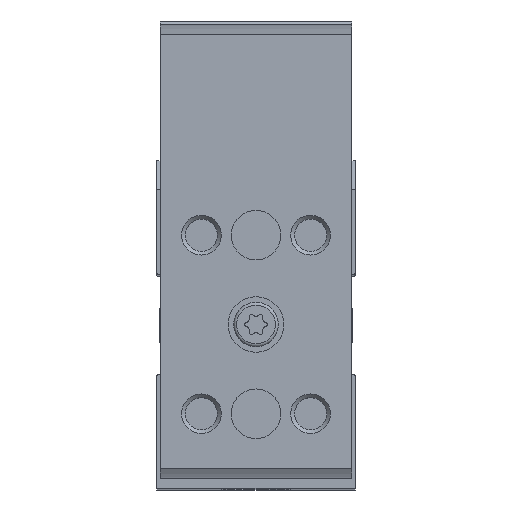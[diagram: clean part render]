
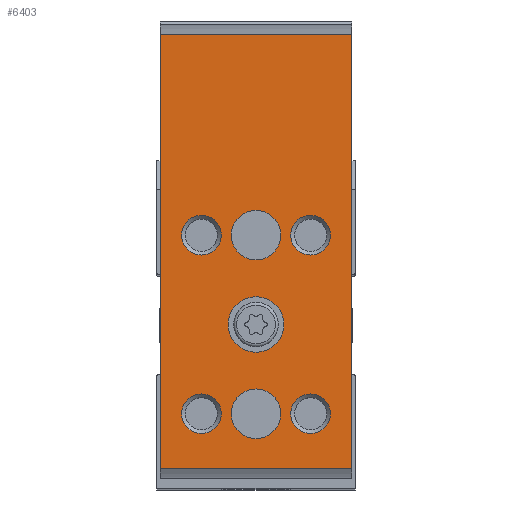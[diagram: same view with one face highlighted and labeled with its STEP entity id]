
A CAD part, top view. The second image highlights one B-rep face of the part: STEP entity #6403.
In plain terms, the highlighted planar face has unit normal (0, 0, 1).
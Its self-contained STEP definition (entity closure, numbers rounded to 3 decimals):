
#469=CIRCLE('',#8593,2.8);
#470=CIRCLE('',#8594,2.5);
#471=CIRCLE('',#8595,2.5);
#472=CIRCLE('',#8596,2.);
#473=CIRCLE('',#8597,2.);
#474=CIRCLE('',#8598,2.);
#475=CIRCLE('',#8599,2.);
#1618=ORIENTED_EDGE('',*,*,#2936,.T.);
#1619=ORIENTED_EDGE('',*,*,#2937,.T.);
#1620=ORIENTED_EDGE('',*,*,#2938,.T.);
#1621=ORIENTED_EDGE('',*,*,#2939,.F.);
#1622=ORIENTED_EDGE('',*,*,#2940,.F.);
#1623=ORIENTED_EDGE('',*,*,#2941,.F.);
#1624=ORIENTED_EDGE('',*,*,#2942,.F.);
#1625=ORIENTED_EDGE('',*,*,#2943,.T.);
#1626=ORIENTED_EDGE('',*,*,#2944,.F.);
#1627=ORIENTED_EDGE('',*,*,#2945,.F.);
#1628=ORIENTED_EDGE('',*,*,#2946,.T.);
#2936=EDGE_CURVE('',#3689,#3689,#469,.T.);
#2937=EDGE_CURVE('',#3690,#3690,#470,.T.);
#2938=EDGE_CURVE('',#3691,#3691,#471,.T.);
#2939=EDGE_CURVE('',#3692,#3692,#472,.T.);
#2940=EDGE_CURVE('',#3693,#3693,#473,.T.);
#2941=EDGE_CURVE('',#3694,#3694,#474,.T.);
#2942=EDGE_CURVE('',#3695,#3695,#475,.T.);
#2943=EDGE_CURVE('',#3696,#3697,#4258,.T.);
#2944=EDGE_CURVE('',#3698,#3697,#4259,.T.);
#2945=EDGE_CURVE('',#3699,#3698,#4260,.T.);
#2946=EDGE_CURVE('',#3699,#3696,#4261,.T.);
#3689=VERTEX_POINT('',#12257);
#3690=VERTEX_POINT('',#12259);
#3691=VERTEX_POINT('',#12261);
#3692=VERTEX_POINT('',#12263);
#3693=VERTEX_POINT('',#12265);
#3694=VERTEX_POINT('',#12267);
#3695=VERTEX_POINT('',#12269);
#3696=VERTEX_POINT('',#12271);
#3697=VERTEX_POINT('',#12272);
#3698=VERTEX_POINT('',#12274);
#3699=VERTEX_POINT('',#12276);
#4258=LINE('',#12270,#4696);
#4259=LINE('',#12273,#4697);
#4260=LINE('',#12275,#4698);
#4261=LINE('',#12277,#4699);
#4696=VECTOR('',#10143,1000.);
#4697=VECTOR('',#10144,1000.);
#4698=VECTOR('',#10145,1000.);
#4699=VECTOR('',#10146,1000.);
#5124=EDGE_LOOP('',(#1618));
#5125=EDGE_LOOP('',(#1619));
#5126=EDGE_LOOP('',(#1620));
#5127=EDGE_LOOP('',(#1621));
#5128=EDGE_LOOP('',(#1622));
#5129=EDGE_LOOP('',(#1623));
#5130=EDGE_LOOP('',(#1624));
#5131=EDGE_LOOP('',(#1625,#1626,#1627,#1628));
#5735=FACE_BOUND('',#5124,.T.);
#5736=FACE_BOUND('',#5125,.T.);
#5737=FACE_BOUND('',#5126,.T.);
#5738=FACE_BOUND('',#5127,.T.);
#5739=FACE_BOUND('',#5128,.T.);
#5740=FACE_BOUND('',#5129,.T.);
#5741=FACE_BOUND('',#5130,.T.);
#5742=FACE_BOUND('',#5131,.T.);
#6147=PLANE('',#8592);
#6403=ADVANCED_FACE('',(#5735,#5736,#5737,#5738,#5739,#5740,#5741,#5742),
#6147,.F.);
#8592=AXIS2_PLACEMENT_3D('',#12255,#10127,#10128);
#8593=AXIS2_PLACEMENT_3D('',#12256,#10129,#10130);
#8594=AXIS2_PLACEMENT_3D('',#12258,#10131,#10132);
#8595=AXIS2_PLACEMENT_3D('',#12260,#10133,#10134);
#8596=AXIS2_PLACEMENT_3D('',#12262,#10135,#10136);
#8597=AXIS2_PLACEMENT_3D('',#12264,#10137,#10138);
#8598=AXIS2_PLACEMENT_3D('',#12266,#10139,#10140);
#8599=AXIS2_PLACEMENT_3D('',#12268,#10141,#10142);
#10127=DIRECTION('',(0.,0.,-1.));
#10128=DIRECTION('',(-1.,0.,0.));
#10129=DIRECTION('',(0.,0.,-1.));
#10130=DIRECTION('',(-1.,0.,0.));
#10131=DIRECTION('',(0.,0.,-1.));
#10132=DIRECTION('',(-1.,0.,0.));
#10133=DIRECTION('',(0.,0.,-1.));
#10134=DIRECTION('',(-1.,0.,0.));
#10135=DIRECTION('',(0.,0.,1.));
#10136=DIRECTION('',(1.,0.,0.));
#10137=DIRECTION('',(0.,0.,1.));
#10138=DIRECTION('',(1.,0.,0.));
#10139=DIRECTION('',(0.,0.,1.));
#10140=DIRECTION('',(1.,0.,0.));
#10141=DIRECTION('',(0.,0.,1.));
#10142=DIRECTION('',(1.,0.,0.));
#10143=DIRECTION('',(0.,-1.,0.));
#10144=DIRECTION('',(-1.,0.,0.));
#10145=DIRECTION('',(0.,-1.,0.));
#10146=DIRECTION('',(-1.,0.,0.));
#12255=CARTESIAN_POINT('',(9.65,46.,0.));
#12256=CARTESIAN_POINT('',(0.,15.5,0.));
#12257=CARTESIAN_POINT('',(-2.8,15.5,0.));
#12258=CARTESIAN_POINT('',(0.,6.5,0.));
#12259=CARTESIAN_POINT('',(-2.5,6.5,0.));
#12260=CARTESIAN_POINT('',(0.,24.5,0.));
#12261=CARTESIAN_POINT('',(-2.5,24.5,0.));
#12262=CARTESIAN_POINT('',(-5.5,24.5,0.));
#12263=CARTESIAN_POINT('',(-3.5,24.5,0.));
#12264=CARTESIAN_POINT('',(5.5,24.5,0.));
#12265=CARTESIAN_POINT('',(7.5,24.5,0.));
#12266=CARTESIAN_POINT('',(-5.5,6.5,0.));
#12267=CARTESIAN_POINT('',(-3.5,6.5,0.));
#12268=CARTESIAN_POINT('',(5.5,6.5,0.));
#12269=CARTESIAN_POINT('',(7.5,6.5,0.));
#12270=CARTESIAN_POINT('',(-9.65,46.,0.));
#12271=CARTESIAN_POINT('',(-9.65,44.747,0.));
#12272=CARTESIAN_POINT('',(-9.65,0.953,0.));
#12273=CARTESIAN_POINT('',(9.65,0.953,0.));
#12274=CARTESIAN_POINT('',(9.65,0.953,0.));
#12275=CARTESIAN_POINT('',(9.65,46.,0.));
#12276=CARTESIAN_POINT('',(9.65,44.747,0.));
#12277=CARTESIAN_POINT('',(9.65,44.747,0.));
